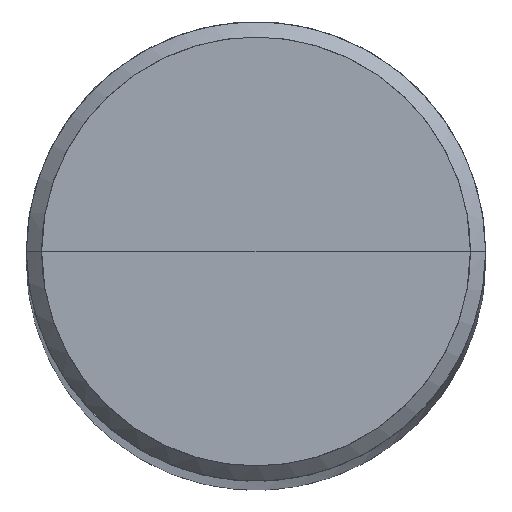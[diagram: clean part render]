
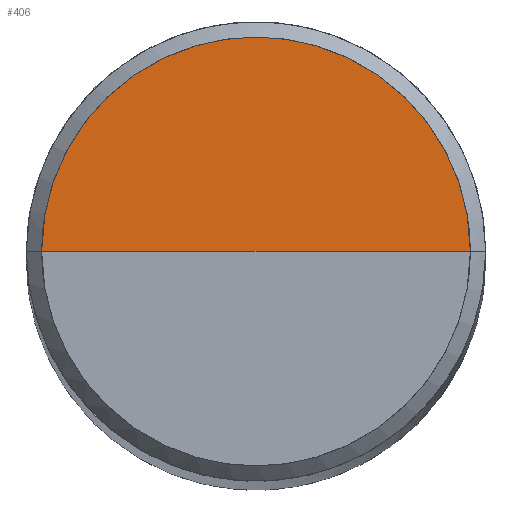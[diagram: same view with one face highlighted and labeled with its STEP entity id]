
A CAD part, top view. The second image highlights one B-rep face of the part: STEP entity #406.
In plain terms, the highlighted free-form (B-spline) face has degree [1, 2] with [2, 5] control points.
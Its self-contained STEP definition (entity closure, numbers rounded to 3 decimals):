
#76=CARTESIAN_POINT('',(-1.4,0.,40.));
#80=CARTESIAN_POINT('',(1.4,0.,40.));
#81=CARTESIAN_POINT('',(0.,0.,40.));
#100=CARTESIAN_POINT('',(1.4,1.4,40.));
#101=CARTESIAN_POINT('',(0.,1.4,40.));
#102=CARTESIAN_POINT('',(-1.4,1.4,40.));
#391=(
BOUNDED_SURFACE()
B_SPLINE_SURFACE(1,2,(
(#80,#100,#101,#102,#76),
(#81,#81,#81,#81,#81)
), .UNSPECIFIED.,.F.,.F.,.F.)
B_SPLINE_SURFACE_WITH_KNOTS((2,2),(3,2,3),(
0.,1.),(
0.,0.5,1.), .UNSPECIFIED.)
GEOMETRIC_REPRESENTATION_ITEM()
RATIONAL_B_SPLINE_SURFACE(((1.,0.707,1.,0.707,1.),
(1.,0.707,1.,0.707,1.)
))
REPRESENTATION_ITEM('')
SURFACE()
);
#392=(
BOUNDED_CURVE()
B_SPLINE_CURVE(2,(#76,#102,#101,#100,#80),.UNSPECIFIED.,.F.,.F.)
B_SPLINE_CURVE_WITH_KNOTS((3,2,3),
(0.,0.5,1.),.UNSPECIFIED.)
CURVE()
GEOMETRIC_REPRESENTATION_ITEM()
RATIONAL_B_SPLINE_CURVE((1.,0.707,1.,0.707,1.))
REPRESENTATION_ITEM('')
);
#393=(
BOUNDED_CURVE()
B_SPLINE_CURVE(1,(#80,#81),.UNSPECIFIED.,.F.,.F.)
B_SPLINE_CURVE_WITH_KNOTS((2,2),
(0.,1.),.UNSPECIFIED.)
CURVE()
GEOMETRIC_REPRESENTATION_ITEM()
RATIONAL_B_SPLINE_CURVE((1.,1.))
REPRESENTATION_ITEM('')
);
#394=(
BOUNDED_CURVE()
B_SPLINE_CURVE(1,(#81,#76),.UNSPECIFIED.,.F.,.F.)
B_SPLINE_CURVE_WITH_KNOTS((2,2),
(0.,1.),.UNSPECIFIED.)
CURVE()
GEOMETRIC_REPRESENTATION_ITEM()
RATIONAL_B_SPLINE_CURVE((1.,1.))
REPRESENTATION_ITEM('')
);
#395=VERTEX_POINT('',#76);
#396=VERTEX_POINT('',#80);
#397=VERTEX_POINT('',#81);
#398=EDGE_CURVE('',#395,#396,#392,.T.);
#399=EDGE_CURVE('',#396,#397,#393,.T.);
#400=EDGE_CURVE('',#397,#395,#394,.T.);
#401=ORIENTED_EDGE('',*,*,#398,.T.);
#402=ORIENTED_EDGE('',*,*,#399,.T.);
#403=ORIENTED_EDGE('',*,*,#400,.T.);
#404=EDGE_LOOP('',(#401,#402,#403));
#405=FACE_OUTER_BOUND('',#404,.T.);
#406=ADVANCED_FACE('',(#405),#391,.T.);
